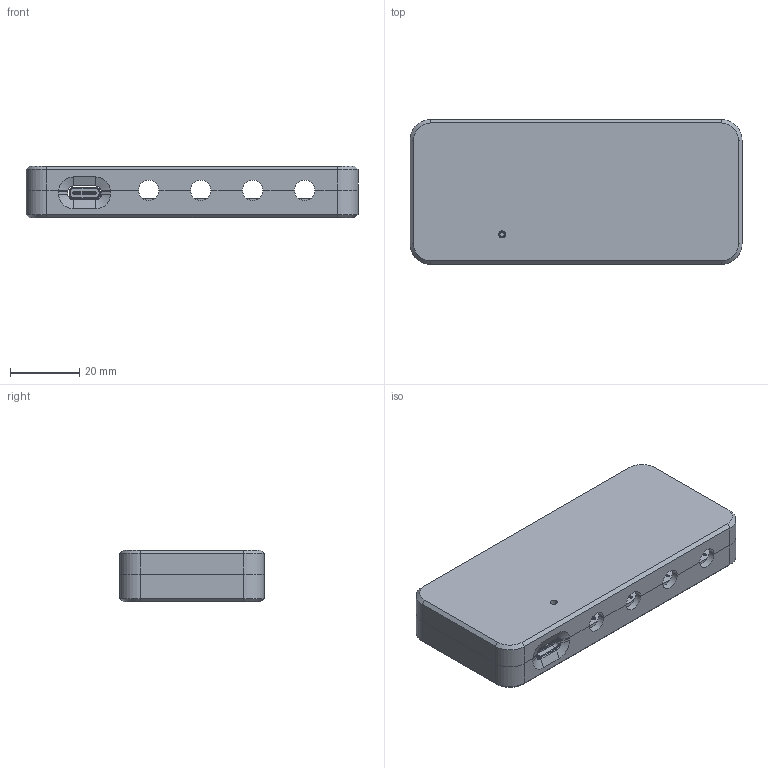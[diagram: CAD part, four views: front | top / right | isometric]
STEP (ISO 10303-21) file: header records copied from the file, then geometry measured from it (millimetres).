
FILE_DESCRIPTION(/* description */ (''),/* implementation_level */ '2;1');
FILE_NAME(/* name */ 'Remapper-v4-case.step',/* time_stamp */ '2023-09-30T18:09:29+02:00',/* author */ (''),/* organization */ (''),/* preprocessor_version */ 'ST-DEVELOPER v20',/* originating_system */ 'Autodesk Translation Framework v12.14.0.127',/* authorisation */ '');
FILE_SCHEMA (('AUTOMOTIVE_DESIGN { 1 0 10303 214 3 1 1 }'));
Products named in the file (38): Remapper8; Remapper8-PCB.step; SOT-23-5; SOLID (3); C_0402_1005Metric; C_0402_1005Metric_1; R_0402_1005Metric; C_0402_1005Metric_2; C_0402_1005Metric_3; R_0402_1005Metric_1; C_0402_1005Metric_4; C_0402_1005Metric_5; R_0402_1005Metric_2; R_0402_1005Metric_3; C_0402_1005Metric_6; HRO-TYPE-C-31-M-12; SOLID (2); C_0402_1005Metric_7; C_0402_1005Metric_8; C_0402_1005Metric_9; R_0402_1005Metric_4; C_0402_1005Metric_10; C_0402_1005Metric_11; R_0402_1005Metric_5; C_0402_1005Metric_12; C_0402_1005Metric_13; C_0402_1005Metric_14; QFN-56-1EP_7x7mm_P0.4mm_EP5.6x5.6mm; SOLID (5); R_0402_1005Metric_6; R_0402_1005Metric_7; R_0402_1005Metric_8; SOLID (1); SW_SPST_B3U-1000P; SOLID (4); C_0402_1005Metric_15; SOLID; PCB
Assembly tree (60 placements, depth 4):
  Remapper8
    Remapper8-PCB.step
      SOT-23-5
        SOLID (3)
      C_0402_1005Metric
        SOLID
      C_0402_1005Metric_1
        SOLID
      R_0402_1005Metric
        SOLID (1)
      C_0402_1005Metric_2
        SOLID
      C_0402_1005Metric_3
        SOLID
      R_0402_1005Metric_1
        SOLID (1)
      C_0402_1005Metric_4
        SOLID
      C_0402_1005Metric_5
        SOLID
      R_0402_1005Metric_2
        SOLID (1)
      R_0402_1005Metric_3
        SOLID (1)
      C_0402_1005Metric_6
        SOLID
      HRO-TYPE-C-31-M-12
        SOLID (2)
      C_0402_1005Metric_7
        SOLID
      C_0402_1005Metric_8
        SOLID
      C_0402_1005Metric_9
        SOLID
      R_0402_1005Metric_4
        SOLID (1)
      C_0402_1005Metric_10
        SOLID
      C_0402_1005Metric_11
        SOLID
      R_0402_1005Metric_5
        SOLID (1)
      C_0402_1005Metric_12
        SOLID
      C_0402_1005Metric_13
        SOLID
      C_0402_1005Metric_14
        SOLID
      QFN-56-1EP_7x7mm_P0.4mm_EP5.6x5.6mm
        SOLID (5)
      R_0402_1005Metric_6
        SOLID (1)
      R_0402_1005Metric_7
        SOLID (1)
      R_0402_1005Metric_8
        SOLID (1)
      SW_SPST_B3U-1000P
        SOLID (4)
      C_0402_1005Metric_15
        SOLID
Bounding box: 95.8 x 41.8 x 15 mm (x, y, z)
Volume: 27219.7 mm3; surface area: 30586 mm2
Topology: 32 solids, 32 shells, 3063 faces, 8622 edges, 5642 vertices
Faces by surface type: plane 2444, cylinder 557, cone 28, sphere 17, torus 17
Full cylindrical faces by diameter (mm): 0.35 x9, 0.5 x3, 0.65 x2, 0.914 x4, 1.5 x1, 1.7 x16, 1.8 x2, 2 x1, 2.2 x2, 2.8 x4, 3.2 x8, 6 x5, 8 x2
Entity records: 80525 total; most frequent: CARTESIAN_POINT 14140, ORIENTED_EDGE 13962, DIRECTION 12717, EDGE_CURVE 6981, LINE 6295, VECTOR 6295, VERTEX_POINT 4570, AXIS2_PLACEMENT_3D 3211
